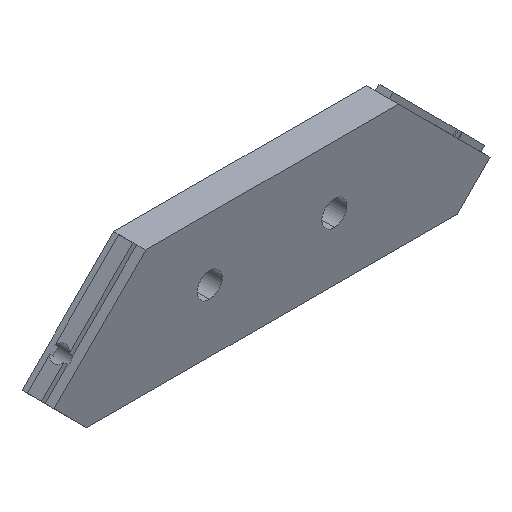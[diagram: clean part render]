
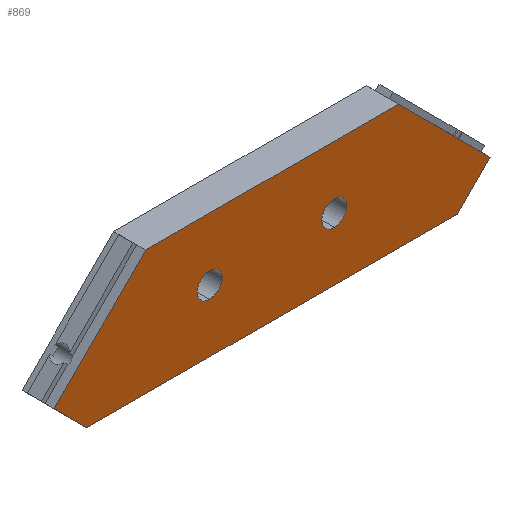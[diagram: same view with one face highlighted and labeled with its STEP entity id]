
A CAD part, isometric view. The second image highlights one B-rep face of the part: STEP entity #869.
In plain terms, the highlighted planar face has unit normal (0, -1, 0).
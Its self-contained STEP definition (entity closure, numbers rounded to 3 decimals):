
#7 = CARTESIAN_POINT ( 'NONE',  ( 104., 0., -70. ) ) ;
#8 = VECTOR ( 'NONE', #27, 1000. ) ;
#20 = LINE ( 'NONE', #21, #8 ) ;
#21 = CARTESIAN_POINT ( 'NONE',  ( 122.5, 0., -51.5 ) ) ;
#27 = DIRECTION ( 'NONE',  ( -0.707, 0., -0.707 ) ) ;
#32 = FACE_BOUND ( 'NONE', #813, .T. ) ;
#36 = FACE_OUTER_BOUND ( 'NONE', #923, .T. ) ;
#41 = PLANE ( 'NONE',  #43 ) ;
#42 = FACE_BOUND ( 'NONE', #922, .T. ) ;
#43 = AXIS2_PLACEMENT_3D ( 'NONE', #47, #58, #57 ) ;
#47 = CARTESIAN_POINT ( 'NONE',  ( -122.5, 0., -51.5 ) ) ;
#57 = DIRECTION ( 'NONE',  ( 0., 0., -1. ) ) ;
#58 = DIRECTION ( 'NONE',  ( 0., -1., 0. ) ) ;
#104 = VECTOR ( 'NONE', #197, 1000. ) ;
#111 = CARTESIAN_POINT ( 'NONE',  ( -122.5, 0., -51.5 ) ) ;
#112 = LINE ( 'NONE', #111, #104 ) ;
#197 = DIRECTION ( 'NONE',  ( -0.707, 0., 0.707 ) ) ;
#231 = DIRECTION ( 'NONE',  ( 0., 0., -1. ) ) ;
#232 = DIRECTION ( 'NONE',  ( 0., -1., 0. ) ) ;
#235 = DIRECTION ( 'NONE',  ( 0., 0., -1. ) ) ;
#236 = DIRECTION ( 'NONE',  ( 0., -1., 0. ) ) ;
#237 = CARTESIAN_POINT ( 'NONE',  ( 35., 0., -35. ) ) ;
#239 = CARTESIAN_POINT ( 'NONE',  ( -35., 0., -35. ) ) ;
#240 = CIRCLE ( 'NONE', #327, 7. ) ;
#242 = CIRCLE ( 'NONE', #423, 7. ) ;
#243 = CARTESIAN_POINT ( 'NONE',  ( -104., 0., -70. ) ) ;
#244 = DIRECTION ( 'NONE',  ( -1., 0., 0. ) ) ;
#245 = VECTOR ( 'NONE', #244, 1000. ) ;
#246 = CARTESIAN_POINT ( 'NONE',  ( -104., 0., -70. ) ) ;
#247 = LINE ( 'NONE', #246, #245 ) ;
#265 = DIRECTION ( 'NONE',  ( 1., 0., 0. ) ) ;
#266 = VECTOR ( 'NONE', #265, 1000. ) ;
#267 = CARTESIAN_POINT ( 'NONE',  ( -71., 0., 0. ) ) ;
#268 = LINE ( 'NONE', #267, #266 ) ;
#293 = CARTESIAN_POINT ( 'NONE',  ( 71., 0., 0. ) ) ;
#327 = AXIS2_PLACEMENT_3D ( 'NONE', #237, #236, #235 ) ;
#328 = LINE ( 'NONE', #431, #430 ) ;
#337 = CARTESIAN_POINT ( 'NONE',  ( 122.5, 0., -51.5 ) ) ;
#388 = DIRECTION ( 'NONE',  ( 0.707, 0., -0.707 ) ) ;
#423 = AXIS2_PLACEMENT_3D ( 'NONE', #239, #232, #231 ) ;
#430 = VECTOR ( 'NONE', #388, 1000. ) ;
#431 = CARTESIAN_POINT ( 'NONE',  ( 71., 0., 0. ) ) ;
#462 = VERTEX_POINT ( 'NONE', #543 ) ;
#473 = ORIENTED_EDGE ( 'NONE', *, *, #712, .F. ) ;
#500 = EDGE_CURVE ( 'NONE', #462, #526, #1060, .T. ) ;
#526 = VERTEX_POINT ( 'NONE', #985 ) ;
#539 = VERTEX_POINT ( 'NONE', #1065 ) ;
#543 = CARTESIAN_POINT ( 'NONE',  ( -122.5, 0., -51.5 ) ) ;
#560 = EDGE_CURVE ( 'NONE', #539, #561, #1206, .T. ) ;
#561 = VERTEX_POINT ( 'NONE', #1136 ) ;
#571 = VERTEX_POINT ( 'NONE', #1212 ) ;
#572 = VERTEX_POINT ( 'NONE', #1198 ) ;
#633 = EDGE_CURVE ( 'NONE', #571, #572, #1302, .T. ) ;
#694 = VERTEX_POINT ( 'NONE', #337 ) ;
#696 = EDGE_CURVE ( 'NONE', #825, #694, #328, .T. ) ;
#712 = EDGE_CURVE ( 'NONE', #837, #714, #247, .T. ) ;
#714 = VERTEX_POINT ( 'NONE', #243 ) ;
#718 = ORIENTED_EDGE ( 'NONE', *, *, #721, .F. ) ;
#720 = EDGE_CURVE ( 'NONE', #572, #571, #240, .T. ) ;
#721 = EDGE_CURVE ( 'NONE', #561, #539, #242, .T. ) ;
#732 = ORIENTED_EDGE ( 'NONE', *, *, #844, .F. ) ;
#767 = ORIENTED_EDGE ( 'NONE', *, *, #836, .F. ) ;
#813 = EDGE_LOOP ( 'NONE', ( #920, #718 ) ) ;
#825 = VERTEX_POINT ( 'NONE', #293 ) ;
#836 = EDGE_CURVE ( 'NONE', #526, #825, #268, .T. ) ;
#837 = VERTEX_POINT ( 'NONE', #7 ) ;
#844 = EDGE_CURVE ( 'NONE', #694, #837, #20, .T. ) ;
#863 = ORIENTED_EDGE ( 'NONE', *, *, #720, .F. ) ;
#869 = ADVANCED_FACE ( 'NONE', ( #32, #42, #36 ), #41, .T. ) ;
#918 = ORIENTED_EDGE ( 'NONE', *, *, #696, .F. ) ;
#920 = ORIENTED_EDGE ( 'NONE', *, *, #560, .F. ) ;
#921 = ORIENTED_EDGE ( 'NONE', *, *, #633, .F. ) ;
#922 = EDGE_LOOP ( 'NONE', ( #921, #863 ) ) ;
#923 = EDGE_LOOP ( 'NONE', ( #924, #925, #473, #732, #918, #767 ) ) ;
#924 = ORIENTED_EDGE ( 'NONE', *, *, #500, .F. ) ;
#925 = ORIENTED_EDGE ( 'NONE', *, *, #932, .F. ) ;
#932 = EDGE_CURVE ( 'NONE', #714, #462, #112, .T. ) ;
#985 = CARTESIAN_POINT ( 'NONE',  ( -71., 0., 0. ) ) ;
#999 = DIRECTION ( 'NONE',  ( 0.707, 0., 0.707 ) ) ;
#1000 = VECTOR ( 'NONE', #999, 1000. ) ;
#1001 = CARTESIAN_POINT ( 'NONE',  ( -71., 0., 0. ) ) ;
#1060 = LINE ( 'NONE', #1001, #1000 ) ;
#1065 = CARTESIAN_POINT ( 'NONE',  ( -35., 0., -28. ) ) ;
#1136 = CARTESIAN_POINT ( 'NONE',  ( -35., 0., -42. ) ) ;
#1167 = AXIS2_PLACEMENT_3D ( 'NONE', #1194, #1220, #1219 ) ;
#1194 = CARTESIAN_POINT ( 'NONE',  ( -35., 0., -35. ) ) ;
#1198 = CARTESIAN_POINT ( 'NONE',  ( 35., 0., -42. ) ) ;
#1206 = CIRCLE ( 'NONE', #1167, 7. ) ;
#1212 = CARTESIAN_POINT ( 'NONE',  ( 35., 0., -28. ) ) ;
#1219 = DIRECTION ( 'NONE',  ( 0., 0., -1. ) ) ;
#1220 = DIRECTION ( 'NONE',  ( 0., -1., 0. ) ) ;
#1270 = AXIS2_PLACEMENT_3D ( 'NONE', #1301, #1300, #1299 ) ;
#1299 = DIRECTION ( 'NONE',  ( 0., 0., -1. ) ) ;
#1300 = DIRECTION ( 'NONE',  ( 0., -1., 0. ) ) ;
#1301 = CARTESIAN_POINT ( 'NONE',  ( 35., 0., -35. ) ) ;
#1302 = CIRCLE ( 'NONE', #1270, 7. ) ;
